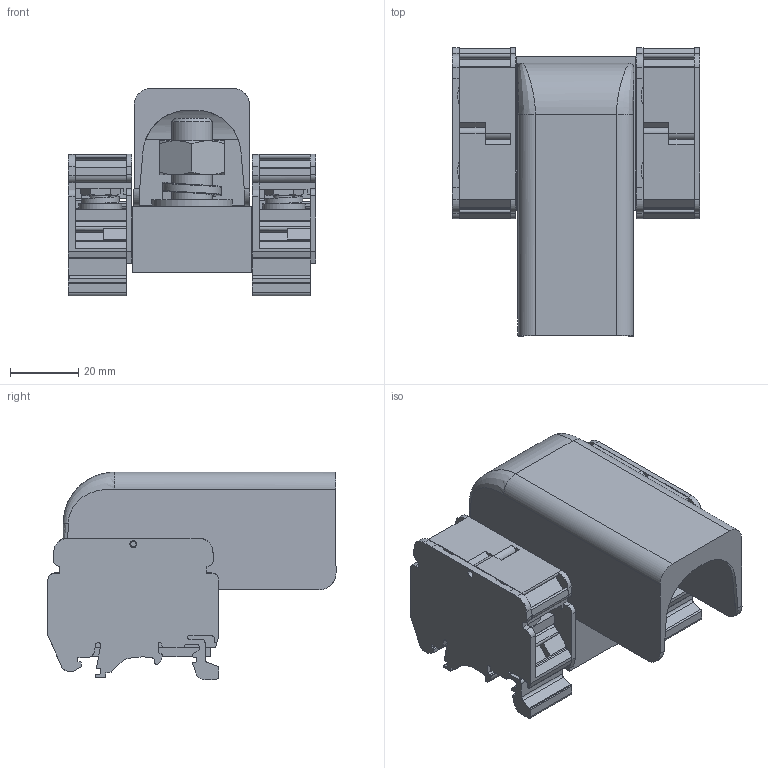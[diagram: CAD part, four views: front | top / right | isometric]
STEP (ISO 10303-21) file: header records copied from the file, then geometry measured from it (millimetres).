
FILE_DESCRIPTION(/* description */ ('Unknown'),/* implementation_level */ '2;1');
FILE_NAME(/* name */ 'DBK150-M6C-1X2_GY_3D',/* time_stamp */ '2019-10-22T15:34:28+05:00',/* author */ ('Unknown'),/* organization */ ('Unknown'),/* preprocessor_version */ 'ST-DEVELOPER v16.7',/* originating_system */ 'DEX',/* authorisation */ $);
FILE_SCHEMA (('AUTOMOTIVE_DESIGN {1 0 10303 214 3 1 1}'));
Length unit declared in the file: millimetre
Products named in the file (1): DBK150-M6C-1X2
Bounding box: 72.37 x 84.37 x 60.8 mm (x, y, z)
Volume: 92985.3 mm3; surface area: 56365.5 mm2
Topology: 1 solids, 5 shells, 802 faces, 2362 edges, 1561 vertices
Faces by surface type: plane 521, cylinder 208, cone 29, bspline 26, sphere 12, torus 6
Full cylindrical faces by diameter (mm): 1.98 x2, 5.999 x4, 6 x4, 6.599 x2, 6.6 x2, 11.999 x2, 12.499 x2, 12.5 x2, 13.999 x1, 23.698 x1
Entity records: 33433 total; most frequent: CARTESIAN_POINT 7011, ORIENTED_EDGE 4514, DIRECTION 4063, EDGE_CURVE 2257, LINE 1585, VECTOR 1585, VERTEX_POINT 1517, AXIS2_PLACEMENT_3D 1239
